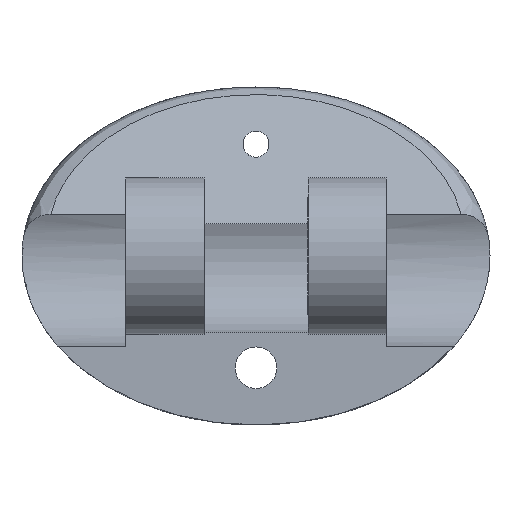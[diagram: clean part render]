
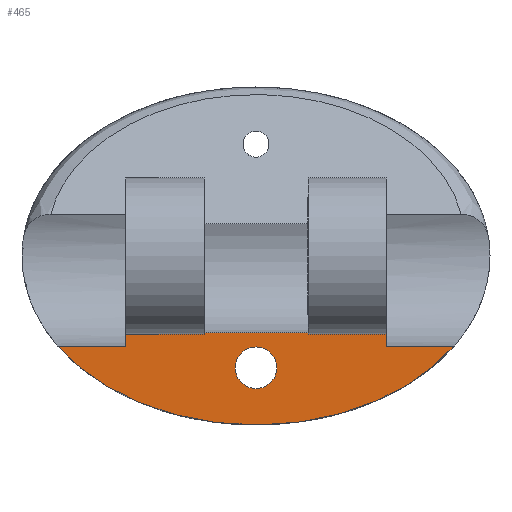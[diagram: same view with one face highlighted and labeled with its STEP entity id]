
A CAD part, front view. The second image highlights one B-rep face of the part: STEP entity #465.
In plain terms, the highlighted planar face has unit normal (0, -1, 0).
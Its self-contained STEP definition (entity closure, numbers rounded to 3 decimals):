
#14 = LINE ( 'NONE', #1772, #1108 ) ;
#16 = ORIENTED_EDGE ( 'NONE', *, *, #384, .F. ) ;
#17 = DIRECTION ( 'NONE',  ( 0., 1., 0. ) ) ;
#20 = LINE ( 'NONE', #612, #488 ) ;
#32 = VECTOR ( 'NONE', #1349, 1000. ) ;
#87 = DIRECTION ( 'NONE',  ( 0., 1., 0. ) ) ;
#93 = CARTESIAN_POINT ( 'NONE',  ( 7.616, 0., -3.464 ) ) ;
#188 = EDGE_LOOP ( 'NONE', ( #498, #1731 ) ) ;
#237 = VERTEX_POINT ( 'NONE', #1801 ) ;
#251 = VECTOR ( 'NONE', #831, 1000. ) ;
#266 = ORIENTED_EDGE ( 'NONE', *, *, #748, .T. ) ;
#278 = CIRCLE ( 'NONE', #1417, 0.8 ) ;
#316 = CARTESIAN_POINT ( 'NONE',  ( -2., 0., -2.958 ) ) ;
#324 = DIRECTION ( 'NONE',  ( 1., 0., 0. ) ) ;
#332 = CARTESIAN_POINT ( 'NONE',  ( -5., 0., -2.958 ) ) ;
#335 = ORIENTED_EDGE ( 'NONE', *, *, #933, .F. ) ;
#343 = VERTEX_POINT ( 'NONE', #316 ) ;
#367 = CIRCLE ( 'NONE', #402, 0.8 ) ;
#384 = EDGE_CURVE ( 'NONE', #408, #237, #1055, .T. ) ;
#398 = EDGE_CURVE ( 'NONE', #1232, #731, #367, .T. ) ;
#402 = AXIS2_PLACEMENT_3D ( 'NONE', #1673, #1558, #1548 ) ;
#403 = VERTEX_POINT ( 'NONE', #1397 ) ;
#408 = VERTEX_POINT ( 'NONE', #951 ) ;
#412 = CARTESIAN_POINT ( 'NONE',  ( 3.687, 0., -7.97 ) ) ;
#420 = ORIENTED_EDGE ( 'NONE', *, *, #1449, .F. ) ;
#429 = LINE ( 'NONE', #732, #1039 ) ;
#449 = LINE ( 'NONE', #332, #32 ) ;
#465 = ADVANCED_FACE ( 'NONE', ( #1246, #511 ), #669, .F. ) ;
#488 = VECTOR ( 'NONE', #1202, 1000. ) ;
#498 = ORIENTED_EDGE ( 'NONE', *, *, #1167, .T. ) ;
#511 = FACE_OUTER_BOUND ( 'NONE', #1147, .T. ) ;
#533 = VERTEX_POINT ( 'NONE', #1859 ) ;
#612 = CARTESIAN_POINT ( 'NONE',  ( -5., 0., 0. ) ) ;
#669 = PLANE ( 'NONE',  #888 ) ;
#674 = CARTESIAN_POINT ( 'NONE',  ( -5., 0., -2.958 ) ) ;
#702 = CARTESIAN_POINT ( 'NONE',  ( 0., 0., -3.5 ) ) ;
#731 = VERTEX_POINT ( 'NONE', #1275 ) ;
#732 = CARTESIAN_POINT ( 'NONE',  ( 15., 0., -3.464 ) ) ;
#748 = EDGE_CURVE ( 'NONE', #533, #343, #1435, .T. ) ;
#831 = DIRECTION ( 'NONE',  ( 0., 0., -1. ) ) ;
#888 = AXIS2_PLACEMENT_3D ( 'NONE', #1256, #87, #1406 ) ;
#933 = EDGE_CURVE ( 'NONE', #237, #1786, #20, .T. ) ;
#951 = CARTESIAN_POINT ( 'NONE',  ( -7.616, 0., -3.464 ) ) ;
#967 = VERTEX_POINT ( 'NONE', #1319 ) ;
#972 = EDGE_CURVE ( 'NONE', #403, #967, #429, .T. ) ;
#981 = ORIENTED_EDGE ( 'NONE', *, *, #1052, .F. ) ;
#1039 = VECTOR ( 'NONE', #1903, 1000. ) ;
#1052 = EDGE_CURVE ( 'NONE', #967, #408, #1199, .T. ) ;
#1055 = LINE ( 'NONE', #1653, #1235 ) ;
#1108 = VECTOR ( 'NONE', #1502, 1000. ) ;
#1121 = ORIENTED_EDGE ( 'NONE', *, *, #1352, .T. ) ;
#1127 = DIRECTION ( 'NONE',  ( -1., 0., 0. ) ) ;
#1147 = EDGE_LOOP ( 'NONE', ( #16, #981, #1351, #1496, #420, #266, #1121, #335 ) ) ;
#1167 = EDGE_CURVE ( 'NONE', #731, #1232, #278, .T. ) ;
#1199 =( BOUNDED_CURVE ( )  B_SPLINE_CURVE ( 3, ( #93, #412, #1583, #1843 ),
 .UNSPECIFIED., .F., .F. ) 
 B_SPLINE_CURVE_WITH_KNOTS ( ( 4, 4 ),
 ( 0.562, 2.58 ),
 .UNSPECIFIED. ) 
 CURVE ( )  GEOMETRIC_REPRESENTATION_ITEM ( )  RATIONAL_B_SPLINE_CURVE ( ( 1., 0.689, 0.689, 1. ) ) 
 REPRESENTATION_ITEM ( '' )  );
#1202 = DIRECTION ( 'NONE',  ( 0., 0., 1. ) ) ;
#1231 = CARTESIAN_POINT ( 'NONE',  ( 5., 0., -2.958 ) ) ;
#1232 = VERTEX_POINT ( 'NONE', #702 ) ;
#1235 = VECTOR ( 'NONE', #324, 1000. ) ;
#1246 = FACE_BOUND ( 'NONE', #188, .T. ) ;
#1256 = CARTESIAN_POINT ( 'NONE',  ( 0., 0., 0. ) ) ;
#1275 = CARTESIAN_POINT ( 'NONE',  ( 0., 0., -5.1 ) ) ;
#1281 = CARTESIAN_POINT ( 'NONE',  ( 5., 0., 0. ) ) ;
#1291 = LINE ( 'NONE', #1281, #251 ) ;
#1298 = EDGE_CURVE ( 'NONE', #1709, #403, #1291, .T. ) ;
#1319 = CARTESIAN_POINT ( 'NONE',  ( 7.616, 0., -3.464 ) ) ;
#1349 = DIRECTION ( 'NONE',  ( -1., 0., 0. ) ) ;
#1351 = ORIENTED_EDGE ( 'NONE', *, *, #972, .F. ) ;
#1352 = EDGE_CURVE ( 'NONE', #343, #1786, #449, .T. ) ;
#1397 = CARTESIAN_POINT ( 'NONE',  ( 5., 0., -3.464 ) ) ;
#1406 = DIRECTION ( 'NONE',  ( 0., 0., 1. ) ) ;
#1417 = AXIS2_PLACEMENT_3D ( 'NONE', #1895, #17, #1752 ) ;
#1435 = LINE ( 'NONE', #1595, #1756 ) ;
#1449 = EDGE_CURVE ( 'NONE', #533, #1709, #14, .T. ) ;
#1496 = ORIENTED_EDGE ( 'NONE', *, *, #1298, .F. ) ;
#1502 = DIRECTION ( 'NONE',  ( 1., 0., 0. ) ) ;
#1548 = DIRECTION ( 'NONE',  ( 0., 0., 1. ) ) ;
#1558 = DIRECTION ( 'NONE',  ( 0., 1., 0. ) ) ;
#1583 = CARTESIAN_POINT ( 'NONE',  ( -3.687, 0., -7.97 ) ) ;
#1595 = CARTESIAN_POINT ( 'NONE',  ( -2., 0., -2.958 ) ) ;
#1653 = CARTESIAN_POINT ( 'NONE',  ( -15., 0., -3.464 ) ) ;
#1673 = CARTESIAN_POINT ( 'NONE',  ( 0., 0., -4.3 ) ) ;
#1709 = VERTEX_POINT ( 'NONE', #1231 ) ;
#1731 = ORIENTED_EDGE ( 'NONE', *, *, #398, .T. ) ;
#1752 = DIRECTION ( 'NONE',  ( 0., 0., 1. ) ) ;
#1756 = VECTOR ( 'NONE', #1127, 1000. ) ;
#1772 = CARTESIAN_POINT ( 'NONE',  ( 5., 0., -2.958 ) ) ;
#1786 = VERTEX_POINT ( 'NONE', #674 ) ;
#1801 = CARTESIAN_POINT ( 'NONE',  ( -5., 0., -3.464 ) ) ;
#1843 = CARTESIAN_POINT ( 'NONE',  ( -7.616, 0., -3.464 ) ) ;
#1859 = CARTESIAN_POINT ( 'NONE',  ( 2., 0., -2.958 ) ) ;
#1895 = CARTESIAN_POINT ( 'NONE',  ( 0., 0., -4.3 ) ) ;
#1903 = DIRECTION ( 'NONE',  ( 1., 0., 0. ) ) ;
